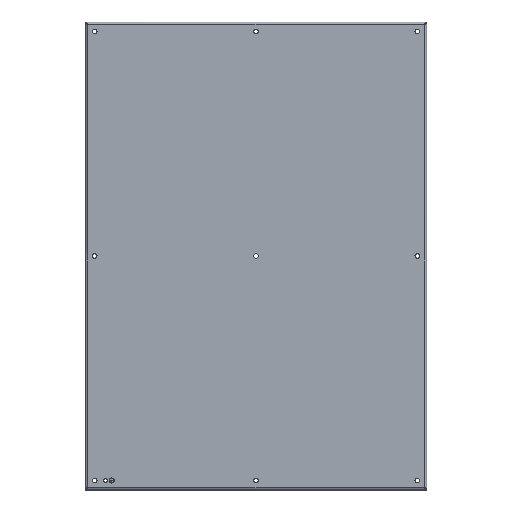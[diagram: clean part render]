
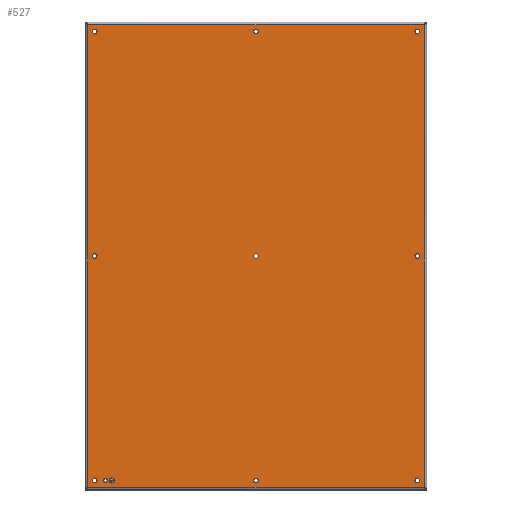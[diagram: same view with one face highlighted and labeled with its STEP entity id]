
A CAD part, top view. The second image highlights one B-rep face of the part: STEP entity #527.
In plain terms, the highlighted planar face has unit normal (0, 0, 1).
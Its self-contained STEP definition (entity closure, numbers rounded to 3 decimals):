
#54=AXIS2_PLACEMENT_3D('Circle Axis2P3D',#52,#53,$) ;
#293=AXIS2_PLACEMENT_3D('Circle Axis2P3D',#291,#292,$) ;
#307=AXIS2_PLACEMENT_3D('Plane Axis2P3D',#304,#305,#306) ;
#349=AXIS2_PLACEMENT_3D('Circle Axis2P3D',#347,#348,$) ;
#358=AXIS2_PLACEMENT_3D('Circle Axis2P3D',#356,#357,$) ;
#367=AXIS2_PLACEMENT_3D('Circle Axis2P3D',#365,#366,$) ;
#376=AXIS2_PLACEMENT_3D('Circle Axis2P3D',#374,#375,$) ;
#385=AXIS2_PLACEMENT_3D('Circle Axis2P3D',#383,#384,$) ;
#394=AXIS2_PLACEMENT_3D('Circle Axis2P3D',#392,#393,$) ;
#403=AXIS2_PLACEMENT_3D('Circle Axis2P3D',#401,#402,$) ;
#412=AXIS2_PLACEMENT_3D('Circle Axis2P3D',#410,#411,$) ;
#421=AXIS2_PLACEMENT_3D('Circle Axis2P3D',#419,#420,$) ;
#430=AXIS2_PLACEMENT_3D('Circle Axis2P3D',#428,#429,$) ;
#439=AXIS2_PLACEMENT_3D('Circle Axis2P3D',#437,#438,$) ;
#448=AXIS2_PLACEMENT_3D('Circle Axis2P3D',#446,#447,$) ;
#457=AXIS2_PLACEMENT_3D('Circle Axis2P3D',#455,#456,$) ;
#466=AXIS2_PLACEMENT_3D('Circle Axis2P3D',#464,#465,$) ;
#475=AXIS2_PLACEMENT_3D('Circle Axis2P3D',#473,#474,$) ;
#484=AXIS2_PLACEMENT_3D('Circle Axis2P3D',#482,#483,$) ;
#493=AXIS2_PLACEMENT_3D('Circle Axis2P3D',#491,#492,$) ;
#502=AXIS2_PLACEMENT_3D('Circle Axis2P3D',#500,#501,$) ;
#511=AXIS2_PLACEMENT_3D('Circle Axis2P3D',#509,#510,$) ;
#520=AXIS2_PLACEMENT_3D('Circle Axis2P3D',#518,#519,$) ;
#49=CARTESIAN_POINT('Vertex',(29.3,15.,12.)) ;
#52=CARTESIAN_POINT('Axis2P3D Location',(32.,15.,12.)) ;
#56=CARTESIAN_POINT('Vertex',(34.7,15.,12.)) ;
#291=CARTESIAN_POINT('Axis2P3D Location',(32.,15.,12.)) ;
#304=CARTESIAN_POINT('Axis2P3D Location',(270.,370.,12.)) ;
#309=CARTESIAN_POINT('Line Origine',(536.,370.,12.)) ;
#313=CARTESIAN_POINT('Vertex',(536.,4.,12.)) ;
#315=CARTESIAN_POINT('Vertex',(536.,736.,12.)) ;
#318=CARTESIAN_POINT('Line Origine',(270.,736.,12.)) ;
#322=CARTESIAN_POINT('Vertex',(4.,736.,12.)) ;
#325=CARTESIAN_POINT('Line Origine',(4.,370.,12.)) ;
#329=CARTESIAN_POINT('Vertex',(4.,4.,12.)) ;
#332=CARTESIAN_POINT('Line Origine',(270.,4.,12.)) ;
#347=CARTESIAN_POINT('Axis2P3D Location',(42.,15.,12.)) ;
#351=CARTESIAN_POINT('Vertex',(46.,15.,12.)) ;
#353=CARTESIAN_POINT('Vertex',(38.,15.,12.)) ;
#356=CARTESIAN_POINT('Axis2P3D Location',(42.,15.,12.)) ;
#365=CARTESIAN_POINT('Axis2P3D Location',(270.,370.,12.)) ;
#369=CARTESIAN_POINT('Vertex',(273.6,370.,12.)) ;
#371=CARTESIAN_POINT('Vertex',(266.4,370.,12.)) ;
#374=CARTESIAN_POINT('Axis2P3D Location',(270.,370.,12.)) ;
#383=CARTESIAN_POINT('Axis2P3D Location',(270.,725.,12.)) ;
#387=CARTESIAN_POINT('Vertex',(273.6,725.,12.)) ;
#389=CARTESIAN_POINT('Vertex',(266.4,725.,12.)) ;
#392=CARTESIAN_POINT('Axis2P3D Location',(270.,725.,12.)) ;
#401=CARTESIAN_POINT('Axis2P3D Location',(270.,15.,12.)) ;
#405=CARTESIAN_POINT('Vertex',(273.6,15.,12.)) ;
#407=CARTESIAN_POINT('Vertex',(266.4,15.,12.)) ;
#410=CARTESIAN_POINT('Axis2P3D Location',(270.,15.,12.)) ;
#419=CARTESIAN_POINT('Axis2P3D Location',(525.,370.,12.)) ;
#423=CARTESIAN_POINT('Vertex',(528.6,370.,12.)) ;
#425=CARTESIAN_POINT('Vertex',(521.4,370.,12.)) ;
#428=CARTESIAN_POINT('Axis2P3D Location',(525.,370.,12.)) ;
#437=CARTESIAN_POINT('Axis2P3D Location',(15.,370.,12.)) ;
#441=CARTESIAN_POINT('Vertex',(18.6,370.,12.)) ;
#443=CARTESIAN_POINT('Vertex',(11.4,370.,12.)) ;
#446=CARTESIAN_POINT('Axis2P3D Location',(15.,370.,12.)) ;
#455=CARTESIAN_POINT('Axis2P3D Location',(15.,15.,12.)) ;
#459=CARTESIAN_POINT('Vertex',(18.6,15.,12.)) ;
#461=CARTESIAN_POINT('Vertex',(11.4,15.,12.)) ;
#464=CARTESIAN_POINT('Axis2P3D Location',(15.,15.,12.)) ;
#473=CARTESIAN_POINT('Axis2P3D Location',(525.,15.,12.)) ;
#477=CARTESIAN_POINT('Vertex',(528.6,15.,12.)) ;
#479=CARTESIAN_POINT('Vertex',(521.4,15.,12.)) ;
#482=CARTESIAN_POINT('Axis2P3D Location',(525.,15.,12.)) ;
#491=CARTESIAN_POINT('Axis2P3D Location',(525.,725.,12.)) ;
#495=CARTESIAN_POINT('Vertex',(528.6,725.,12.)) ;
#497=CARTESIAN_POINT('Vertex',(521.4,725.,12.)) ;
#500=CARTESIAN_POINT('Axis2P3D Location',(525.,725.,12.)) ;
#509=CARTESIAN_POINT('Axis2P3D Location',(15.,725.,12.)) ;
#513=CARTESIAN_POINT('Vertex',(18.6,725.,12.)) ;
#515=CARTESIAN_POINT('Vertex',(11.4,725.,12.)) ;
#518=CARTESIAN_POINT('Axis2P3D Location',(15.,725.,12.)) ;
#53=DIRECTION('Axis2P3D Direction',(0.,0.,1.)) ;
#292=DIRECTION('Axis2P3D Direction',(0.,0.,1.)) ;
#305=DIRECTION('Axis2P3D Direction',(0.,0.,1.)) ;
#306=DIRECTION('Axis2P3D XDirection',(1.,0.,0.)) ;
#310=DIRECTION('Vector Direction',(0.,1.,0.)) ;
#319=DIRECTION('Vector Direction',(-1.,0.,0.)) ;
#326=DIRECTION('Vector Direction',(0.,-1.,0.)) ;
#333=DIRECTION('Vector Direction',(1.,0.,0.)) ;
#348=DIRECTION('Axis2P3D Direction',(0.,0.,1.)) ;
#357=DIRECTION('Axis2P3D Direction',(0.,0.,1.)) ;
#366=DIRECTION('Axis2P3D Direction',(0.,0.,1.)) ;
#375=DIRECTION('Axis2P3D Direction',(0.,0.,1.)) ;
#384=DIRECTION('Axis2P3D Direction',(0.,0.,1.)) ;
#393=DIRECTION('Axis2P3D Direction',(0.,0.,1.)) ;
#402=DIRECTION('Axis2P3D Direction',(0.,0.,1.)) ;
#411=DIRECTION('Axis2P3D Direction',(0.,0.,1.)) ;
#420=DIRECTION('Axis2P3D Direction',(0.,0.,1.)) ;
#429=DIRECTION('Axis2P3D Direction',(0.,0.,1.)) ;
#438=DIRECTION('Axis2P3D Direction',(0.,0.,1.)) ;
#447=DIRECTION('Axis2P3D Direction',(0.,0.,1.)) ;
#456=DIRECTION('Axis2P3D Direction',(0.,0.,1.)) ;
#465=DIRECTION('Axis2P3D Direction',(0.,0.,1.)) ;
#474=DIRECTION('Axis2P3D Direction',(0.,0.,1.)) ;
#483=DIRECTION('Axis2P3D Direction',(0.,0.,1.)) ;
#492=DIRECTION('Axis2P3D Direction',(0.,0.,1.)) ;
#501=DIRECTION('Axis2P3D Direction',(0.,0.,1.)) ;
#510=DIRECTION('Axis2P3D Direction',(0.,0.,1.)) ;
#519=DIRECTION('Axis2P3D Direction',(0.,0.,1.)) ;
#311=VECTOR('Line Direction',#310,1.) ;
#320=VECTOR('Line Direction',#319,1.) ;
#327=VECTOR('Line Direction',#326,1.) ;
#334=VECTOR('Line Direction',#333,1.) ;
#338=ORIENTED_EDGE('',*,*,#317,.T.) ;
#339=ORIENTED_EDGE('',*,*,#324,.T.) ;
#340=ORIENTED_EDGE('',*,*,#331,.T.) ;
#341=ORIENTED_EDGE('',*,*,#336,.T.) ;
#344=ORIENTED_EDGE('',*,*,#295,.F.) ;
#345=ORIENTED_EDGE('',*,*,#58,.F.) ;
#362=ORIENTED_EDGE('',*,*,#355,.F.) ;
#363=ORIENTED_EDGE('',*,*,#360,.F.) ;
#380=ORIENTED_EDGE('',*,*,#373,.F.) ;
#381=ORIENTED_EDGE('',*,*,#378,.F.) ;
#398=ORIENTED_EDGE('',*,*,#391,.F.) ;
#399=ORIENTED_EDGE('',*,*,#396,.F.) ;
#416=ORIENTED_EDGE('',*,*,#409,.F.) ;
#417=ORIENTED_EDGE('',*,*,#414,.F.) ;
#434=ORIENTED_EDGE('',*,*,#427,.F.) ;
#435=ORIENTED_EDGE('',*,*,#432,.F.) ;
#452=ORIENTED_EDGE('',*,*,#445,.F.) ;
#453=ORIENTED_EDGE('',*,*,#450,.F.) ;
#470=ORIENTED_EDGE('',*,*,#463,.F.) ;
#471=ORIENTED_EDGE('',*,*,#468,.F.) ;
#488=ORIENTED_EDGE('',*,*,#481,.F.) ;
#489=ORIENTED_EDGE('',*,*,#486,.F.) ;
#506=ORIENTED_EDGE('',*,*,#499,.F.) ;
#507=ORIENTED_EDGE('',*,*,#504,.F.) ;
#524=ORIENTED_EDGE('',*,*,#517,.F.) ;
#525=ORIENTED_EDGE('',*,*,#522,.F.) ;
#346=FACE_BOUND('',#343,.T.) ;
#364=FACE_BOUND('',#361,.T.) ;
#382=FACE_BOUND('',#379,.T.) ;
#400=FACE_BOUND('',#397,.T.) ;
#418=FACE_BOUND('',#415,.T.) ;
#436=FACE_BOUND('',#433,.T.) ;
#454=FACE_BOUND('',#451,.T.) ;
#472=FACE_BOUND('',#469,.T.) ;
#490=FACE_BOUND('',#487,.T.) ;
#508=FACE_BOUND('',#505,.T.) ;
#526=FACE_BOUND('',#523,.T.) ;
#527=ADVANCED_FACE('ECKE NORM',(#342,#346,#364,#382,#400,#418,#436,#454,#472,#490,#508,#526),#308,.T.) ;
#55=CIRCLE('generated circle',#54,2.7) ;
#294=CIRCLE('generated circle',#293,2.7) ;
#350=CIRCLE('generated circle',#349,4.) ;
#359=CIRCLE('generated circle',#358,4.) ;
#368=CIRCLE('generated circle',#367,3.6) ;
#377=CIRCLE('generated circle',#376,3.6) ;
#386=CIRCLE('generated circle',#385,3.6) ;
#395=CIRCLE('generated circle',#394,3.6) ;
#404=CIRCLE('generated circle',#403,3.6) ;
#413=CIRCLE('generated circle',#412,3.6) ;
#422=CIRCLE('generated circle',#421,3.6) ;
#431=CIRCLE('generated circle',#430,3.6) ;
#440=CIRCLE('generated circle',#439,3.6) ;
#449=CIRCLE('generated circle',#448,3.6) ;
#458=CIRCLE('generated circle',#457,3.6) ;
#467=CIRCLE('generated circle',#466,3.6) ;
#476=CIRCLE('generated circle',#475,3.6) ;
#485=CIRCLE('generated circle',#484,3.6) ;
#494=CIRCLE('generated circle',#493,3.6) ;
#503=CIRCLE('generated circle',#502,3.6) ;
#512=CIRCLE('generated circle',#511,3.6) ;
#521=CIRCLE('generated circle',#520,3.6) ;
#58=EDGE_CURVE('',#50,#57,#55,.T.) ;
#295=EDGE_CURVE('',#57,#50,#294,.T.) ;
#317=EDGE_CURVE('',#314,#316,#312,.T.) ;
#324=EDGE_CURVE('',#316,#323,#321,.T.) ;
#331=EDGE_CURVE('',#323,#330,#328,.T.) ;
#336=EDGE_CURVE('',#330,#314,#335,.T.) ;
#355=EDGE_CURVE('',#352,#354,#350,.T.) ;
#360=EDGE_CURVE('',#354,#352,#359,.T.) ;
#373=EDGE_CURVE('',#370,#372,#368,.T.) ;
#378=EDGE_CURVE('',#372,#370,#377,.T.) ;
#391=EDGE_CURVE('',#388,#390,#386,.T.) ;
#396=EDGE_CURVE('',#390,#388,#395,.T.) ;
#409=EDGE_CURVE('',#406,#408,#404,.T.) ;
#414=EDGE_CURVE('',#408,#406,#413,.T.) ;
#427=EDGE_CURVE('',#424,#426,#422,.T.) ;
#432=EDGE_CURVE('',#426,#424,#431,.T.) ;
#445=EDGE_CURVE('',#442,#444,#440,.T.) ;
#450=EDGE_CURVE('',#444,#442,#449,.T.) ;
#463=EDGE_CURVE('',#460,#462,#458,.T.) ;
#468=EDGE_CURVE('',#462,#460,#467,.T.) ;
#481=EDGE_CURVE('',#478,#480,#476,.T.) ;
#486=EDGE_CURVE('',#480,#478,#485,.T.) ;
#499=EDGE_CURVE('',#496,#498,#494,.T.) ;
#504=EDGE_CURVE('',#498,#496,#503,.T.) ;
#517=EDGE_CURVE('',#514,#516,#512,.T.) ;
#522=EDGE_CURVE('',#516,#514,#521,.T.) ;
#337=EDGE_LOOP('',(#338,#339,#340,#341)) ;
#343=EDGE_LOOP('',(#344,#345)) ;
#361=EDGE_LOOP('',(#362,#363)) ;
#379=EDGE_LOOP('',(#380,#381)) ;
#397=EDGE_LOOP('',(#398,#399)) ;
#415=EDGE_LOOP('',(#416,#417)) ;
#433=EDGE_LOOP('',(#434,#435)) ;
#451=EDGE_LOOP('',(#452,#453)) ;
#469=EDGE_LOOP('',(#470,#471)) ;
#487=EDGE_LOOP('',(#488,#489)) ;
#505=EDGE_LOOP('',(#506,#507)) ;
#523=EDGE_LOOP('',(#524,#525)) ;
#342=FACE_OUTER_BOUND('',#337,.T.) ;
#312=LINE('Line',#309,#311) ;
#321=LINE('Line',#318,#320) ;
#328=LINE('Line',#325,#327) ;
#335=LINE('Line',#332,#334) ;
#308=PLANE('',#307) ;
#50=VERTEX_POINT('',#49) ;
#57=VERTEX_POINT('',#56) ;
#314=VERTEX_POINT('',#313) ;
#316=VERTEX_POINT('',#315) ;
#323=VERTEX_POINT('',#322) ;
#330=VERTEX_POINT('',#329) ;
#352=VERTEX_POINT('',#351) ;
#354=VERTEX_POINT('',#353) ;
#370=VERTEX_POINT('',#369) ;
#372=VERTEX_POINT('',#371) ;
#388=VERTEX_POINT('',#387) ;
#390=VERTEX_POINT('',#389) ;
#406=VERTEX_POINT('',#405) ;
#408=VERTEX_POINT('',#407) ;
#424=VERTEX_POINT('',#423) ;
#426=VERTEX_POINT('',#425) ;
#442=VERTEX_POINT('',#441) ;
#444=VERTEX_POINT('',#443) ;
#460=VERTEX_POINT('',#459) ;
#462=VERTEX_POINT('',#461) ;
#478=VERTEX_POINT('',#477) ;
#480=VERTEX_POINT('',#479) ;
#496=VERTEX_POINT('',#495) ;
#498=VERTEX_POINT('',#497) ;
#514=VERTEX_POINT('',#513) ;
#516=VERTEX_POINT('',#515) ;
